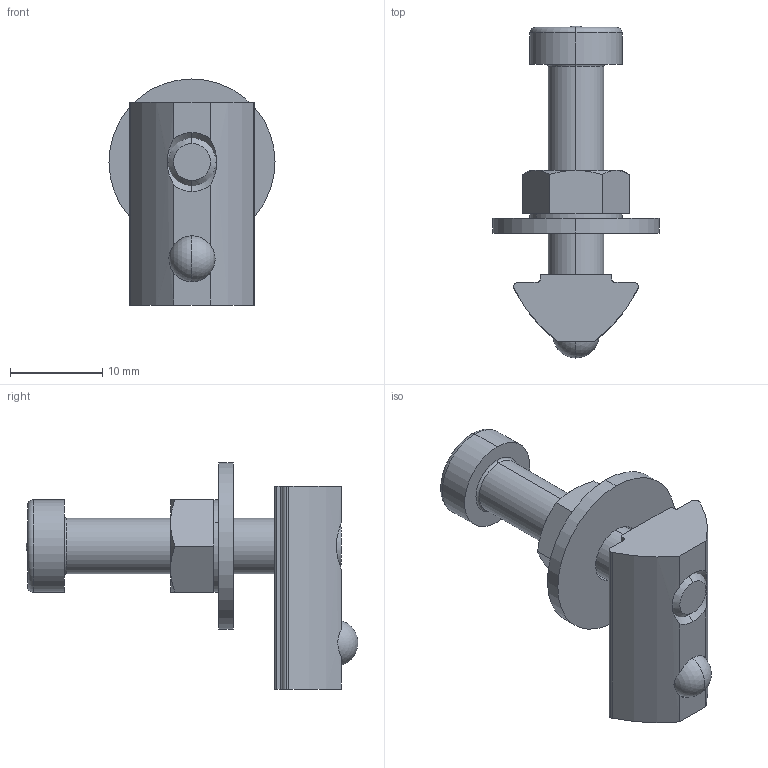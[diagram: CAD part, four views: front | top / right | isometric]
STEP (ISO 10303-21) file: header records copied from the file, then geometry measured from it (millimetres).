
FILE_DESCRIPTION (( 'STEP AP214' ), '1' );
FILE_NAME ('Accessories for aluminium profiles093XWWC401N08.step', '2015-11-17T10:58:35', ( '' ), ( '' ), 'SwSTEP 2.0', 'SolidWorks 2015', '' );
FILE_SCHEMA (( 'AUTOMOTIVE_DESIGN' ));
Length unit declared in the file: millimetre
Products named in the file (6): 340me081; 106163 - 4DIN934m6m_4din934m6m; 4din9021d0618m_4 din 9021 d0618 m; 4DIN7984M0630M_4DIN7984M0630M; 096026_with ball; Accessories for aluminium profiles093XWWC401N08
Assembly tree (5 placements, depth 2):
  Accessories for aluminium profiles093XWWC401N08
    096026_with ball
    4DIN7984M0630M_4DIN7984M0630M
    4din9021d0618m_4 din 9021 d0618 m
    106163 - 4DIN934m6m_4din934m6m
    340me081
Bounding box: 18 x 35.95 x 24.5 mm (x, y, z)
Volume: 3162.3 mm3; surface area: 3004.3 mm2
Topology: 6 solids, 6 shells, 97 faces, 229 edges, 139 vertices
Faces by surface type: plane 42, cylinder 27, cone 20, sphere 4, torus 4
Entity records: 3074 total; most frequent: CARTESIAN_POINT 573, DIRECTION 503, ORIENTED_EDGE 434, EDGE_CURVE 217, AXIS2_PLACEMENT_3D 199, VERTEX_POINT 133, LINE 105, VECTOR 105
